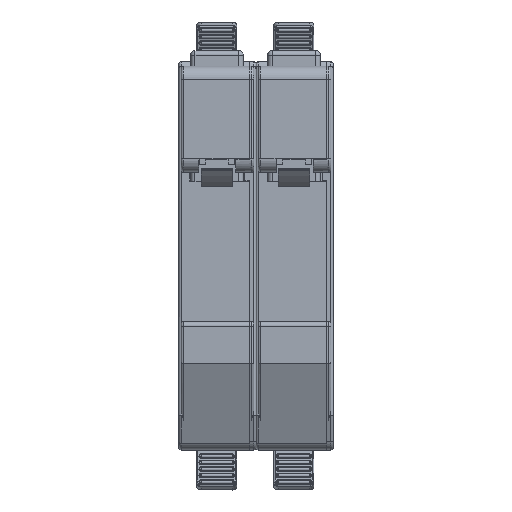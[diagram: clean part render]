
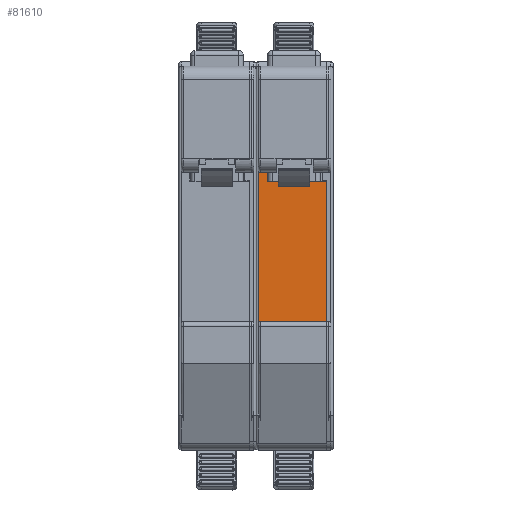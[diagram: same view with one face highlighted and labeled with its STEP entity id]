
A CAD part, front view. The second image highlights one B-rep face of the part: STEP entity #81610.
In plain terms, the highlighted planar face has unit normal (0, -1, 0).
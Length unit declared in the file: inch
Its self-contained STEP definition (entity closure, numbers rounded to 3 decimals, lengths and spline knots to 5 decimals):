
#437 = LINE ( 'NONE', #100247, #439 ) ;
#439 = VECTOR ( 'NONE', #100234, 39.37008 ) ;
#452 = LINE ( 'NONE', #100307, #455 ) ;
#455 = VECTOR ( 'NONE', #100312, 39.37008 ) ;
#1647 = LINE ( 'NONE', #109267, #1652 ) ;
#1652 = VECTOR ( 'NONE', #109270, 39.37008 ) ;
#1866 = CIRCLE ( 'NONE', #26218, 0.01969 ) ;
#4739 = ORIENTED_EDGE ( 'NONE', *, *, #23433, .F. ) ;
#4742 = ORIENTED_EDGE ( 'NONE', *, *, #12046, .T. ) ;
#4745 = ORIENTED_EDGE ( 'NONE', *, *, #11916, .T. ) ;
#4748 = ORIENTED_EDGE ( 'NONE', *, *, #21385, .T. ) ;
#4751 = ORIENTED_EDGE ( 'NONE', *, *, #22016, .T. ) ;
#4754 = ORIENTED_EDGE ( 'NONE', *, *, #23627, .F. ) ;
#4758 = ORIENTED_EDGE ( 'NONE', *, *, #10512, .F. ) ;
#4762 = ORIENTED_EDGE ( 'NONE', *, *, #10537, .T. ) ;
#5631 = CARTESIAN_POINT ( 'NONE',  ( 0.03937, -0.40197, 0.65945 ) ) ;
#5638 = CARTESIAN_POINT ( 'NONE',  ( 0.56299, -0.40197, 0.65945 ) ) ;
#5640 = CARTESIAN_POINT ( 'NONE',  ( 0.03937, -0.40197, 0.73819 ) ) ;
#10330 = CARTESIAN_POINT ( 'NONE',  ( -0.01969, -0.40197, 0.73819 ) ) ;
#10512 = EDGE_CURVE ( 'NONE', #104752, #104757, #437, .T. ) ;
#10537 = EDGE_CURVE ( 'NONE', #104752, #104758, #452, .T. ) ;
#11916 = EDGE_CURVE ( 'NONE', #38738, #69798, #1647, .T. ) ;
#12046 = EDGE_CURVE ( 'NONE', #12896, #38738, #1866, .T. ) ;
#12896 = VERTEX_POINT ( 'NONE', #10330 ) ;
#21385 = EDGE_CURVE ( 'NONE', #69798, #70090, #90794, .T. ) ;
#22016 = EDGE_CURVE ( 'NONE', #70090, #70100, #41983, .T. ) ;
#23433 = EDGE_CURVE ( 'NONE', #12896, #104758, #43087, .T. ) ;
#23627 = EDGE_CURVE ( 'NONE', #104757, #70100, #35048, .T. ) ;
#26218 = AXIS2_PLACEMENT_3D ( 'NONE', #109454, #109455, #109456 ) ;
#29971 = CARTESIAN_POINT ( 'NONE',  ( -0.03937, -0.40197, 0.75787 ) ) ;
#35048 = LINE ( 'NONE', #97399, #35050 ) ;
#35050 = VECTOR ( 'NONE', #97398, 39.37008 ) ;
#38738 = VERTEX_POINT ( 'NONE', #29971 ) ;
#41983 = LINE ( 'NONE', #93533, #41986 ) ;
#41986 = VECTOR ( 'NONE', #93534, 39.37008 ) ;
#43087 = LINE ( 'NONE', #96772, #43097 ) ;
#43097 = VECTOR ( 'NONE', #96777, 39.37008 ) ;
#63008 = PLANE ( 'NONE',  #63812 ) ;
#63040 = CARTESIAN_POINT ( 'NONE',  ( -0.3937, -0.40197, 0.73819 ) ) ;
#63041 = DIRECTION ( 'NONE',  ( 0., 1., 0. ) ) ;
#63042 = DIRECTION ( 'NONE',  ( 0., 0., 1. ) ) ;
#63576 = FACE_OUTER_BOUND ( 'NONE', #70970, .T. ) ;
#63812 = AXIS2_PLACEMENT_3D ( 'NONE', #63040, #63041, #63042 ) ;
#69798 = VERTEX_POINT ( 'NONE', #116881 ) ;
#70090 = VERTEX_POINT ( 'NONE', #117282 ) ;
#70100 = VERTEX_POINT ( 'NONE', #117304 ) ;
#70970 = EDGE_LOOP ( 'NONE', ( #4739, #4742, #4745, #4748, #4751, #4754, #4758, #4762 ) ) ;
#81610 = ADVANCED_FACE ( 'NONE', ( #63576 ), #63008, .F. ) ;
#84870 = AXIS2_PLACEMENT_3D ( 'NONE', #92979, #92980, #92981 ) ;
#90794 = CIRCLE ( 'NONE', #84870, 0.01969 ) ;
#92979 = CARTESIAN_POINT ( 'NONE',  ( -0.01969, -0.40197, -0.69882 ) ) ;
#92980 = DIRECTION ( 'NONE',  ( 0., 1., 0. ) ) ;
#92981 = DIRECTION ( 'NONE',  ( 0., 0., 1. ) ) ;
#93533 = CARTESIAN_POINT ( 'NONE',  ( -0.3937, -0.40197, -0.67913 ) ) ;
#93534 = DIRECTION ( 'NONE',  ( 1., 0., 0. ) ) ;
#96772 = CARTESIAN_POINT ( 'NONE',  ( -0.3937, -0.40197, 0.73819 ) ) ;
#96777 = DIRECTION ( 'NONE',  ( 1., 0., 0. ) ) ;
#97398 = DIRECTION ( 'NONE',  ( 0., 0., -1. ) ) ;
#97399 = CARTESIAN_POINT ( 'NONE',  ( 0.56299, -0.40197, -0.67913 ) ) ;
#100234 = DIRECTION ( 'NONE',  ( 1., 0., 0. ) ) ;
#100247 = CARTESIAN_POINT ( 'NONE',  ( -1.32377, -0.40197, 0.65945 ) ) ;
#100307 = CARTESIAN_POINT ( 'NONE',  ( 0.03937, -0.40197, 0.65945 ) ) ;
#100312 = DIRECTION ( 'NONE',  ( 0., 0., 1. ) ) ;
#104752 = VERTEX_POINT ( 'NONE', #5631 ) ;
#104757 = VERTEX_POINT ( 'NONE', #5638 ) ;
#104758 = VERTEX_POINT ( 'NONE', #5640 ) ;
#109267 = CARTESIAN_POINT ( 'NONE',  ( -0.03937, -0.40197, 0.73819 ) ) ;
#109270 = DIRECTION ( 'NONE',  ( 0., 0., -1. ) ) ;
#109454 = CARTESIAN_POINT ( 'NONE',  ( -0.01969, -0.40197, 0.75787 ) ) ;
#109455 = DIRECTION ( 'NONE',  ( 0., 1., 0. ) ) ;
#109456 = DIRECTION ( 'NONE',  ( 0., 0., 1. ) ) ;
#116881 = CARTESIAN_POINT ( 'NONE',  ( -0.03937, -0.40197, -0.69882 ) ) ;
#117282 = CARTESIAN_POINT ( 'NONE',  ( -0.01969, -0.40197, -0.67913 ) ) ;
#117304 = CARTESIAN_POINT ( 'NONE',  ( 0.56299, -0.40197, -0.67913 ) ) ;
